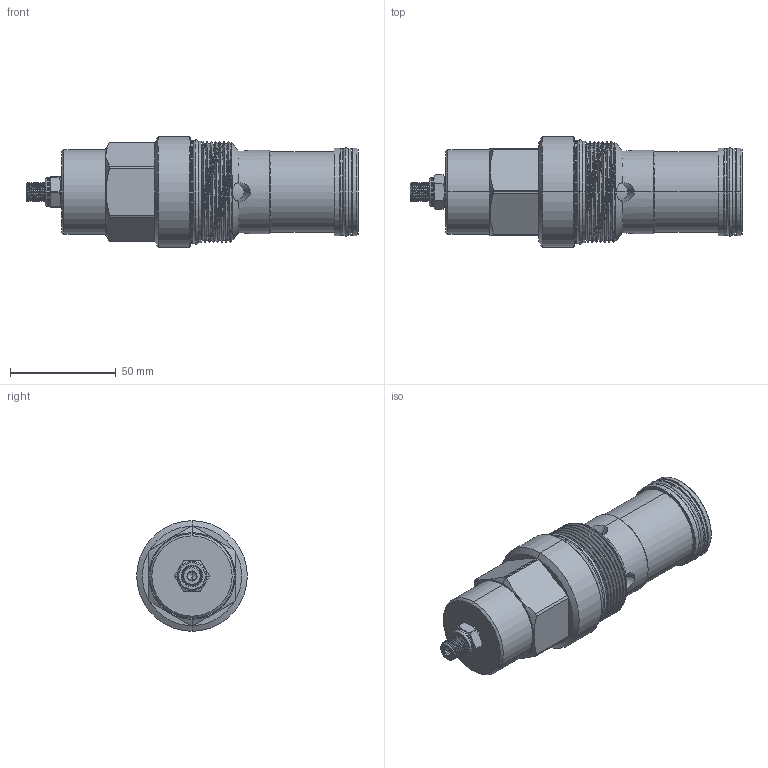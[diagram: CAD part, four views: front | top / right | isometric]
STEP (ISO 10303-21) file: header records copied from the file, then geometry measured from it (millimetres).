
FILE_DESCRIPTION (( 'STEP AP203' ), '1' );
FILE_NAME ('NC18A21-L.STEP', '2016-06-07T08:47:46', ( '' ), ( '' ), 'SwSTEP 2.0', 'SolidWorks 2012', '' );
FILE_SCHEMA (( 'CONFIG_CONTROL_DESIGN' ));
Length unit declared in the file: millimetre
Products named in the file (1): NC18A21-L
Bounding box: 157.09 x 52.37 x 52.37 mm (x, y, z)
Volume: 195228 mm3; surface area: 37516.2 mm2
Topology: 5 solids, 10 shells, 263 faces, 630 edges, 401 vertices
Faces by surface type: cylinder 131, plane 63, cone 36, torus 24, bspline 9
Entity records: 15137 total; most frequent: CARTESIAN_POINT 9193, ORIENTED_EDGE 1256, DIRECTION 1209, EDGE_CURVE 628, AXIS2_PLACEMENT_3D 504, VERTEX_POINT 401, EDGE_LOOP 291, ADVANCED_FACE 263
